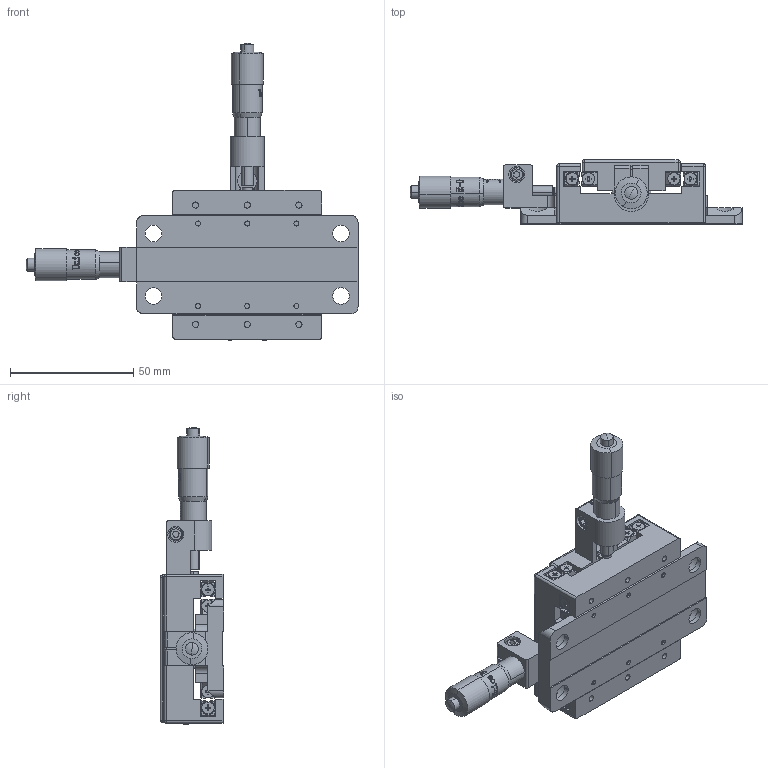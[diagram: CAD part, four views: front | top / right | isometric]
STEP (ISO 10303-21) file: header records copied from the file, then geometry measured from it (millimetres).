
FILE_DESCRIPTION (( 'STEP AP214' ), '1' );
FILE_NAME ('06CTS-2.STEP', '2018-05-29T07:41:05', ( '' ), ( '' ), 'SwSTEP 2.0', 'SolidWorks 2016', '' );
FILE_SCHEMA (( 'AUTOMOTIVE_DESIGN' ));
Length unit declared in the file: millimetre
Products named in the file (1): 06CTS-2
Bounding box: 134.9 x 26 x 120.7 mm (x, y, z)
Surface area: 48949.8 mm2 (no closed solid volume)
Topology: 0 solids, 74 shells, 1059 faces, 4180 edges, 3092 vertices
Faces by surface type: plane 650, cylinder 233, cone 128, bspline 24, torus 16, sphere 8
Entity records: 64591 total; most frequent: CARTESIAN_POINT 19192, DIRECTION 6616, ORIENTED_EDGE 6447, EDGE_CURVE 4168, VERTEX_POINT 3092, VECTOR 2362, LINE 2362, AXIS2_PLACEMENT_3D 2127
